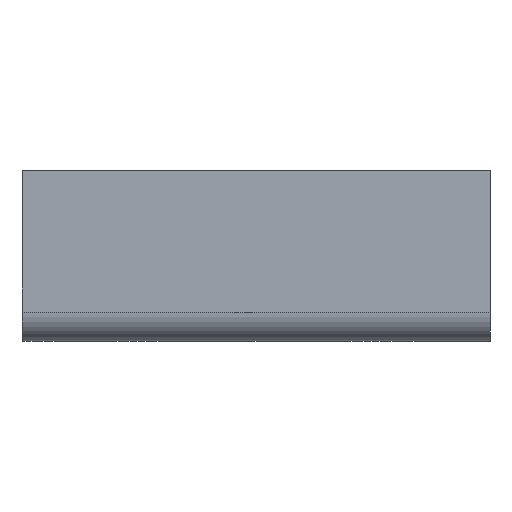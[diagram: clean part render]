
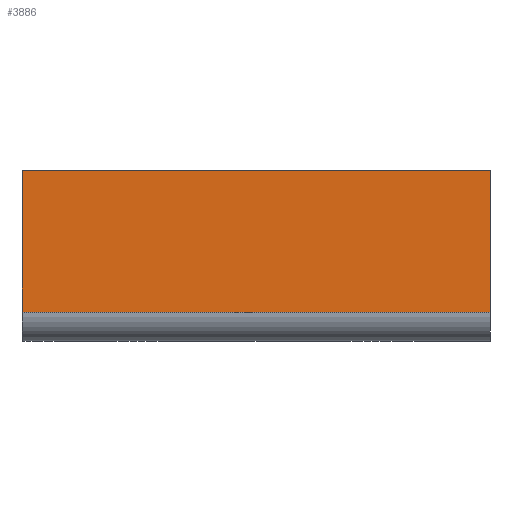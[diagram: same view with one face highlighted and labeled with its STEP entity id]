
A CAD part, front view. The second image highlights one B-rep face of the part: STEP entity #3886.
In plain terms, the highlighted planar face has unit normal (0, -1, 0).
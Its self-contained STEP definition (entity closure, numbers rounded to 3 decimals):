
#32 = PLANE('',#33);
#33 = AXIS2_PLACEMENT_3D('',#34,#35,#36);
#34 = CARTESIAN_POINT('',(24.,62.,0.));
#35 = DIRECTION('',(1.,0.,0.));
#36 = DIRECTION('',(0.,-1.,0.));
#397 = VERTEX_POINT('',#398);
#398 = CARTESIAN_POINT('',(24.,0.,17.5));
#412 = PLANE('',#413);
#413 = AXIS2_PLACEMENT_3D('',#414,#415,#416);
#414 = CARTESIAN_POINT('',(0.,32.817,17.5));
#415 = DIRECTION('',(-0.,-0.,-1.));
#416 = DIRECTION('',(-1.,0.,0.));
#424 = EDGE_CURVE('',#425,#397,#427,.T.);
#425 = VERTEX_POINT('',#426);
#426 = CARTESIAN_POINT('',(24.,0.,3.));
#427 = SURFACE_CURVE('',#428,(#432,#439),.PCURVE_S1.);
#428 = LINE('',#429,#430);
#429 = CARTESIAN_POINT('',(24.,0.,0.));
#430 = VECTOR('',#431,1.);
#431 = DIRECTION('',(0.,0.,1.));
#432 = PCURVE('',#32,#433);
#433 = DEFINITIONAL_REPRESENTATION('',(#434),#438);
#434 = LINE('',#435,#436);
#435 = CARTESIAN_POINT('',(62.,0.));
#436 = VECTOR('',#437,1.);
#437 = DIRECTION('',(0.,-1.));
#438 = ( GEOMETRIC_REPRESENTATION_CONTEXT(2) 
PARAMETRIC_REPRESENTATION_CONTEXT() REPRESENTATION_CONTEXT('2D SPACE',''
  ) );
#439 = PCURVE('',#440,#445);
#440 = PLANE('',#441);
#441 = AXIS2_PLACEMENT_3D('',#442,#443,#444);
#442 = CARTESIAN_POINT('',(24.,0.,0.));
#443 = DIRECTION('',(0.,-1.,0.));
#444 = DIRECTION('',(-1.,0.,0.));
#445 = DEFINITIONAL_REPRESENTATION('',(#446),#450);
#446 = LINE('',#447,#448);
#447 = CARTESIAN_POINT('',(0.,-0.));
#448 = VECTOR('',#449,1.);
#449 = DIRECTION('',(0.,-1.));
#450 = ( GEOMETRIC_REPRESENTATION_CONTEXT(2) 
PARAMETRIC_REPRESENTATION_CONTEXT() REPRESENTATION_CONTEXT('2D SPACE',''
  ) );
#473 = CYLINDRICAL_SURFACE('',#474,3.);
#474 = AXIS2_PLACEMENT_3D('',#475,#476,#477);
#475 = CARTESIAN_POINT('',(24.,3.,3.));
#476 = DIRECTION('',(-1.,0.,0.));
#477 = DIRECTION('',(0.,0.,-1.));
#684 = PLANE('',#685);
#685 = AXIS2_PLACEMENT_3D('',#686,#687,#688);
#686 = CARTESIAN_POINT('',(-24.,0.,0.));
#687 = DIRECTION('',(-1.,0.,0.));
#688 = DIRECTION('',(0.,1.,0.));
#3765 = EDGE_CURVE('',#425,#3766,#3768,.T.);
#3766 = VERTEX_POINT('',#3767);
#3767 = CARTESIAN_POINT('',(-24.,0.,3.));
#3768 = SURFACE_CURVE('',#3769,(#3773,#3780),.PCURVE_S1.);
#3769 = LINE('',#3770,#3771);
#3770 = CARTESIAN_POINT('',(24.,0.,3.));
#3771 = VECTOR('',#3772,1.);
#3772 = DIRECTION('',(-1.,0.,0.));
#3773 = PCURVE('',#473,#3774);
#3774 = DEFINITIONAL_REPRESENTATION('',(#3775),#3779);
#3775 = LINE('',#3776,#3777);
#3776 = CARTESIAN_POINT('',(1.571,0.));
#3777 = VECTOR('',#3778,1.);
#3778 = DIRECTION('',(0.,1.));
#3779 = ( GEOMETRIC_REPRESENTATION_CONTEXT(2) 
PARAMETRIC_REPRESENTATION_CONTEXT() REPRESENTATION_CONTEXT('2D SPACE',''
  ) );
#3780 = PCURVE('',#440,#3781);
#3781 = DEFINITIONAL_REPRESENTATION('',(#3782),#3786);
#3782 = LINE('',#3783,#3784);
#3783 = CARTESIAN_POINT('',(0.,-3.));
#3784 = VECTOR('',#3785,1.);
#3785 = DIRECTION('',(1.,0.));
#3786 = ( GEOMETRIC_REPRESENTATION_CONTEXT(2) 
PARAMETRIC_REPRESENTATION_CONTEXT() REPRESENTATION_CONTEXT('2D SPACE',''
  ) );
#3886 = ADVANCED_FACE('',(#3887),#440,.T.);
#3887 = FACE_BOUND('',#3888,.T.);
#3888 = EDGE_LOOP('',(#3889,#3890,#3913,#3934));
#3889 = ORIENTED_EDGE('',*,*,#424,.T.);
#3890 = ORIENTED_EDGE('',*,*,#3891,.T.);
#3891 = EDGE_CURVE('',#397,#3892,#3894,.T.);
#3892 = VERTEX_POINT('',#3893);
#3893 = CARTESIAN_POINT('',(-24.,0.,17.5));
#3894 = SURFACE_CURVE('',#3895,(#3899,#3906),.PCURVE_S1.);
#3895 = LINE('',#3896,#3897);
#3896 = CARTESIAN_POINT('',(24.,0.,17.5));
#3897 = VECTOR('',#3898,1.);
#3898 = DIRECTION('',(-1.,0.,0.));
#3899 = PCURVE('',#440,#3900);
#3900 = DEFINITIONAL_REPRESENTATION('',(#3901),#3905);
#3901 = LINE('',#3902,#3903);
#3902 = CARTESIAN_POINT('',(0.,-17.5));
#3903 = VECTOR('',#3904,1.);
#3904 = DIRECTION('',(1.,0.));
#3905 = ( GEOMETRIC_REPRESENTATION_CONTEXT(2) 
PARAMETRIC_REPRESENTATION_CONTEXT() REPRESENTATION_CONTEXT('2D SPACE',''
  ) );
#3906 = PCURVE('',#412,#3907);
#3907 = DEFINITIONAL_REPRESENTATION('',(#3908),#3912);
#3908 = LINE('',#3909,#3910);
#3909 = CARTESIAN_POINT('',(-24.,-32.817));
#3910 = VECTOR('',#3911,1.);
#3911 = DIRECTION('',(1.,0.));
#3912 = ( GEOMETRIC_REPRESENTATION_CONTEXT(2) 
PARAMETRIC_REPRESENTATION_CONTEXT() REPRESENTATION_CONTEXT('2D SPACE',''
  ) );
#3913 = ORIENTED_EDGE('',*,*,#3914,.F.);
#3914 = EDGE_CURVE('',#3766,#3892,#3915,.T.);
#3915 = SURFACE_CURVE('',#3916,(#3920,#3927),.PCURVE_S1.);
#3916 = LINE('',#3917,#3918);
#3917 = CARTESIAN_POINT('',(-24.,0.,0.));
#3918 = VECTOR('',#3919,1.);
#3919 = DIRECTION('',(0.,0.,1.));
#3920 = PCURVE('',#440,#3921);
#3921 = DEFINITIONAL_REPRESENTATION('',(#3922),#3926);
#3922 = LINE('',#3923,#3924);
#3923 = CARTESIAN_POINT('',(48.,0.));
#3924 = VECTOR('',#3925,1.);
#3925 = DIRECTION('',(0.,-1.));
#3926 = ( GEOMETRIC_REPRESENTATION_CONTEXT(2) 
PARAMETRIC_REPRESENTATION_CONTEXT() REPRESENTATION_CONTEXT('2D SPACE',''
  ) );
#3927 = PCURVE('',#684,#3928);
#3928 = DEFINITIONAL_REPRESENTATION('',(#3929),#3933);
#3929 = LINE('',#3930,#3931);
#3930 = CARTESIAN_POINT('',(0.,0.));
#3931 = VECTOR('',#3932,1.);
#3932 = DIRECTION('',(0.,-1.));
#3933 = ( GEOMETRIC_REPRESENTATION_CONTEXT(2) 
PARAMETRIC_REPRESENTATION_CONTEXT() REPRESENTATION_CONTEXT('2D SPACE',''
  ) );
#3934 = ORIENTED_EDGE('',*,*,#3765,.F.);
